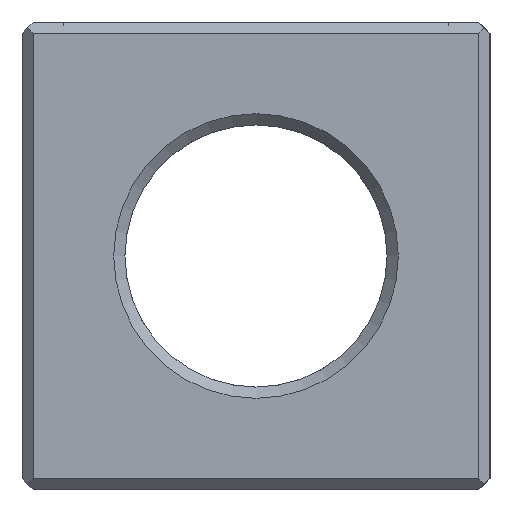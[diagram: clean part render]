
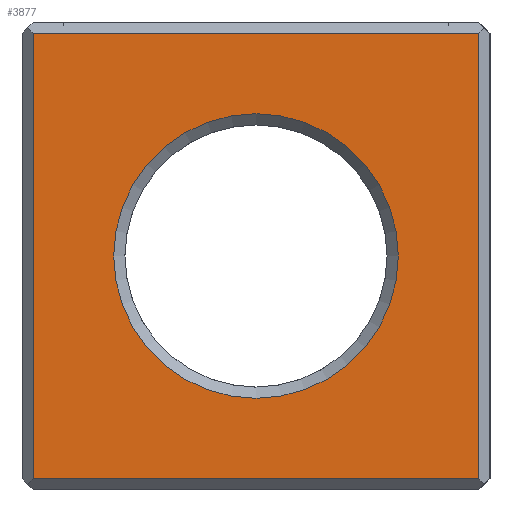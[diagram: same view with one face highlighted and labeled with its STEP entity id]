
A CAD part, left-side view. The second image highlights one B-rep face of the part: STEP entity #3877.
In plain terms, the highlighted planar face has unit normal (-1, 0, 0).
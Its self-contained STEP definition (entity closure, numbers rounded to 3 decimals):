
#72 = PLANE('',#73);
#73 = AXIS2_PLACEMENT_3D('',#74,#75,#76);
#74 = CARTESIAN_POINT('',(0.,0.,0.3));
#75 = DIRECTION('',(-0.707,0.,-0.707)
  );
#76 = DIRECTION('',(0.707,0.,-0.707));
#817 = PLANE('',#818);
#818 = AXIS2_PLACEMENT_3D('',#819,#820,#821);
#819 = CARTESIAN_POINT('',(0.3,12.5,0.));
#820 = DIRECTION('',(0.707,-0.707,0.));
#821 = DIRECTION('',(-0.707,-0.707,0.));
#1048 = PLANE('',#1049);
#1049 = AXIS2_PLACEMENT_3D('',#1050,#1051,#1052);
#1050 = CARTESIAN_POINT('',(0.3,0.,0.));
#1051 = DIRECTION('',(-0.707,-0.707,0.));
#1052 = DIRECTION('',(-0.707,0.707,0.));
#1116 = VERTEX_POINT('',#1117);
#1117 = CARTESIAN_POINT('',(0.,0.3,0.3));
#1138 = EDGE_CURVE('',#1116,#1139,#1141,.T.);
#1139 = VERTEX_POINT('',#1140);
#1140 = CARTESIAN_POINT('',(0.,12.2,0.3));
#1141 = SURFACE_CURVE('',#1142,(#1146,#1153),.PCURVE_S1.);
#1142 = LINE('',#1143,#1144);
#1143 = CARTESIAN_POINT('',(0.,0.,0.3));
#1144 = VECTOR('',#1145,1.);
#1145 = DIRECTION('',(0.,1.,0.));
#1146 = PCURVE('',#72,#1147);
#1147 = DEFINITIONAL_REPRESENTATION('',(#1148),#1152);
#1148 = LINE('',#1149,#1150);
#1149 = CARTESIAN_POINT('',(0.,0.));
#1150 = VECTOR('',#1151,1.);
#1151 = DIRECTION('',(0.,-1.));
#1152 = ( GEOMETRIC_REPRESENTATION_CONTEXT(2) 
PARAMETRIC_REPRESENTATION_CONTEXT() REPRESENTATION_CONTEXT('2D SPACE',''
  ) );
#1153 = PCURVE('',#1154,#1159);
#1154 = PLANE('',#1155);
#1155 = AXIS2_PLACEMENT_3D('',#1156,#1157,#1158);
#1156 = CARTESIAN_POINT('',(0.,12.5,0.));
#1157 = DIRECTION('',(1.,0.,0.));
#1158 = DIRECTION('',(0.,-1.,0.));
#1159 = DEFINITIONAL_REPRESENTATION('',(#1160),#1164);
#1160 = LINE('',#1161,#1162);
#1161 = CARTESIAN_POINT('',(12.5,-0.3));
#1162 = VECTOR('',#1163,1.);
#1163 = DIRECTION('',(-1.,0.));
#1164 = ( GEOMETRIC_REPRESENTATION_CONTEXT(2) 
PARAMETRIC_REPRESENTATION_CONTEXT() REPRESENTATION_CONTEXT('2D SPACE',''
  ) );
#2919 = VERTEX_POINT('',#2920);
#2920 = CARTESIAN_POINT('',(0.,12.2,12.2));
#2934 = PLANE('',#2935);
#2935 = AXIS2_PLACEMENT_3D('',#2936,#2937,#2938);
#2936 = CARTESIAN_POINT('',(0.3,0.,12.5));
#2937 = DIRECTION('',(-0.707,0.,0.707
    ));
#2938 = DIRECTION('',(-0.707,0.,-0.707
    ));
#2946 = EDGE_CURVE('',#1139,#2919,#2947,.T.);
#2947 = SURFACE_CURVE('',#2948,(#2952,#2959),.PCURVE_S1.);
#2948 = LINE('',#2949,#2950);
#2949 = CARTESIAN_POINT('',(0.,12.2,0.));
#2950 = VECTOR('',#2951,1.);
#2951 = DIRECTION('',(0.,0.,1.));
#2952 = PCURVE('',#817,#2953);
#2953 = DEFINITIONAL_REPRESENTATION('',(#2954),#2958);
#2954 = LINE('',#2955,#2956);
#2955 = CARTESIAN_POINT('',(0.424,0.));
#2956 = VECTOR('',#2957,1.);
#2957 = DIRECTION('',(0.,-1.));
#2958 = ( GEOMETRIC_REPRESENTATION_CONTEXT(2) 
PARAMETRIC_REPRESENTATION_CONTEXT() REPRESENTATION_CONTEXT('2D SPACE',''
  ) );
#2959 = PCURVE('',#1154,#2960);
#2960 = DEFINITIONAL_REPRESENTATION('',(#2961),#2965);
#2961 = LINE('',#2962,#2963);
#2962 = CARTESIAN_POINT('',(0.3,0.));
#2963 = VECTOR('',#2964,1.);
#2964 = DIRECTION('',(0.,-1.));
#2965 = ( GEOMETRIC_REPRESENTATION_CONTEXT(2) 
PARAMETRIC_REPRESENTATION_CONTEXT() REPRESENTATION_CONTEXT('2D SPACE',''
  ) );
#3834 = VERTEX_POINT('',#3835);
#3835 = CARTESIAN_POINT('',(0.,0.3,12.2));
#3856 = EDGE_CURVE('',#1116,#3834,#3857,.T.);
#3857 = SURFACE_CURVE('',#3858,(#3862,#3869),.PCURVE_S1.);
#3858 = LINE('',#3859,#3860);
#3859 = CARTESIAN_POINT('',(0.,0.3,0.));
#3860 = VECTOR('',#3861,1.);
#3861 = DIRECTION('',(0.,0.,1.));
#3862 = PCURVE('',#1048,#3863);
#3863 = DEFINITIONAL_REPRESENTATION('',(#3864),#3868);
#3864 = LINE('',#3865,#3866);
#3865 = CARTESIAN_POINT('',(0.424,0.));
#3866 = VECTOR('',#3867,1.);
#3867 = DIRECTION('',(0.,-1.));
#3868 = ( GEOMETRIC_REPRESENTATION_CONTEXT(2) 
PARAMETRIC_REPRESENTATION_CONTEXT() REPRESENTATION_CONTEXT('2D SPACE',''
  ) );
#3869 = PCURVE('',#1154,#3870);
#3870 = DEFINITIONAL_REPRESENTATION('',(#3871),#3875);
#3871 = LINE('',#3872,#3873);
#3872 = CARTESIAN_POINT('',(12.2,0.));
#3873 = VECTOR('',#3874,1.);
#3874 = DIRECTION('',(0.,-1.));
#3875 = ( GEOMETRIC_REPRESENTATION_CONTEXT(2) 
PARAMETRIC_REPRESENTATION_CONTEXT() REPRESENTATION_CONTEXT('2D SPACE',''
  ) );
#3877 = ADVANCED_FACE('',(#3878,#3904),#1154,.F.);
#3878 = FACE_BOUND('',#3879,.F.);
#3879 = EDGE_LOOP('',(#3880,#3881,#3882,#3883));
#3880 = ORIENTED_EDGE('',*,*,#3856,.F.);
#3881 = ORIENTED_EDGE('',*,*,#1138,.T.);
#3882 = ORIENTED_EDGE('',*,*,#2946,.T.);
#3883 = ORIENTED_EDGE('',*,*,#3884,.F.);
#3884 = EDGE_CURVE('',#3834,#2919,#3885,.T.);
#3885 = SURFACE_CURVE('',#3886,(#3890,#3897),.PCURVE_S1.);
#3886 = LINE('',#3887,#3888);
#3887 = CARTESIAN_POINT('',(0.,0.,12.2));
#3888 = VECTOR('',#3889,1.);
#3889 = DIRECTION('',(0.,1.,0.));
#3890 = PCURVE('',#1154,#3891);
#3891 = DEFINITIONAL_REPRESENTATION('',(#3892),#3896);
#3892 = LINE('',#3893,#3894);
#3893 = CARTESIAN_POINT('',(12.5,-12.2));
#3894 = VECTOR('',#3895,1.);
#3895 = DIRECTION('',(-1.,0.));
#3896 = ( GEOMETRIC_REPRESENTATION_CONTEXT(2) 
PARAMETRIC_REPRESENTATION_CONTEXT() REPRESENTATION_CONTEXT('2D SPACE',''
  ) );
#3897 = PCURVE('',#2934,#3898);
#3898 = DEFINITIONAL_REPRESENTATION('',(#3899),#3903);
#3899 = LINE('',#3900,#3901);
#3900 = CARTESIAN_POINT('',(0.424,0.));
#3901 = VECTOR('',#3902,1.);
#3902 = DIRECTION('',(0.,-1.));
#3903 = ( GEOMETRIC_REPRESENTATION_CONTEXT(2) 
PARAMETRIC_REPRESENTATION_CONTEXT() REPRESENTATION_CONTEXT('2D SPACE',''
  ) );
#3904 = FACE_BOUND('',#3905,.F.);
#3905 = EDGE_LOOP('',(#3906));
#3906 = ORIENTED_EDGE('',*,*,#3907,.T.);
#3907 = EDGE_CURVE('',#3908,#3908,#3910,.T.);
#3908 = VERTEX_POINT('',#3909);
#3909 = CARTESIAN_POINT('',(0.,2.45,6.25));
#3910 = SURFACE_CURVE('',#3911,(#3916,#3927),.PCURVE_S1.);
#3911 = CIRCLE('',#3912,3.8);
#3912 = AXIS2_PLACEMENT_3D('',#3913,#3914,#3915);
#3913 = CARTESIAN_POINT('',(0.,6.25,6.25));
#3914 = DIRECTION('',(-1.,0.,0.));
#3915 = DIRECTION('',(0.,-1.,0.));
#3916 = PCURVE('',#1154,#3917);
#3917 = DEFINITIONAL_REPRESENTATION('',(#3918),#3926);
#3918 = ( BOUNDED_CURVE() B_SPLINE_CURVE(2,(#3919,#3920,#3921,#3922,
#3923,#3924,#3925),.UNSPECIFIED.,.T.,.F.) B_SPLINE_CURVE_WITH_KNOTS((1,2
    ,2,2,2,1),(-2.094,0.,2.094,4.189,
6.283,8.378),.UNSPECIFIED.) CURVE() 
GEOMETRIC_REPRESENTATION_ITEM() RATIONAL_B_SPLINE_CURVE((1.,0.5,1.,0.5,
1.,0.5,1.)) REPRESENTATION_ITEM('') );
#3919 = CARTESIAN_POINT('',(10.05,-6.25));
#3920 = CARTESIAN_POINT('',(10.05,-12.832));
#3921 = CARTESIAN_POINT('',(4.35,-9.541));
#3922 = CARTESIAN_POINT('',(-1.35,-6.25));
#3923 = CARTESIAN_POINT('',(4.35,-2.959));
#3924 = CARTESIAN_POINT('',(10.05,0.332));
#3925 = CARTESIAN_POINT('',(10.05,-6.25));
#3926 = ( GEOMETRIC_REPRESENTATION_CONTEXT(2) 
PARAMETRIC_REPRESENTATION_CONTEXT() REPRESENTATION_CONTEXT('2D SPACE',''
  ) );
#3927 = PCURVE('',#3928,#3933);
#3928 = CONICAL_SURFACE('',#3929,3.5,0.785);
#3929 = AXIS2_PLACEMENT_3D('',#3930,#3931,#3932);
#3930 = CARTESIAN_POINT('',(0.3,6.25,6.25));
#3931 = DIRECTION('',(-1.,-0.,-0.));
#3932 = DIRECTION('',(0.,-1.,0.));
#3933 = DEFINITIONAL_REPRESENTATION('',(#3934),#3938);
#3934 = LINE('',#3935,#3936);
#3935 = CARTESIAN_POINT('',(0.,0.3));
#3936 = VECTOR('',#3937,1.);
#3937 = DIRECTION('',(1.,0.));
#3938 = ( GEOMETRIC_REPRESENTATION_CONTEXT(2) 
PARAMETRIC_REPRESENTATION_CONTEXT() REPRESENTATION_CONTEXT('2D SPACE',''
  ) );
